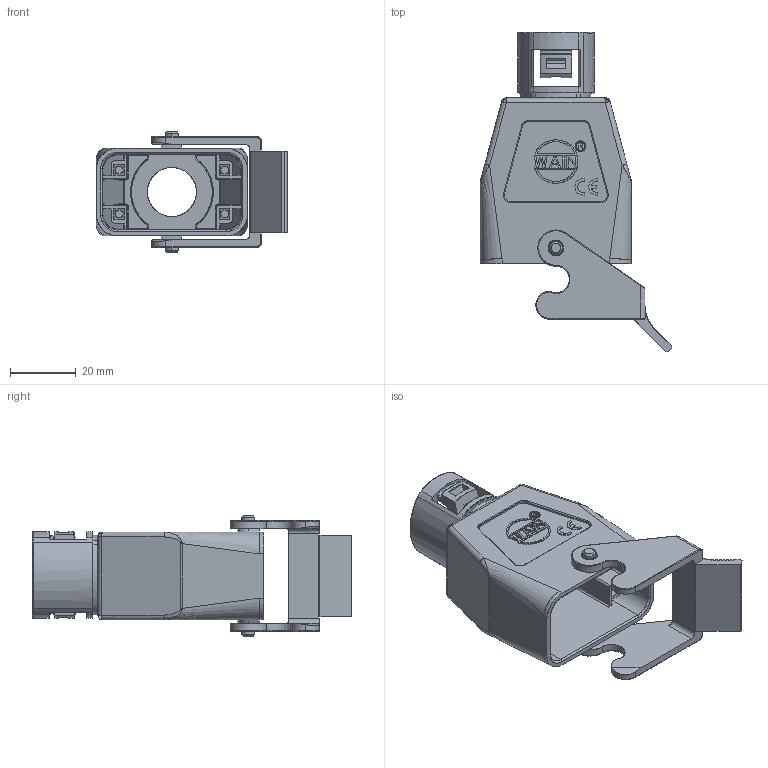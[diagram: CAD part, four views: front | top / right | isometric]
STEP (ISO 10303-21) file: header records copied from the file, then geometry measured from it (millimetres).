
FILE_DESCRIPTION(/* description */ (''),/* implementation_level */ '2;1');
FILE_NAME(/* name */ '3D_1300087271001_HC.P-CCT-1L-PAFS18_V1.0_stp.stp',/* time_stamp */ '2023-12-07T16:05:18+08:00',/* author */ (''),/* organization */ (''),/* preprocessor_version */ 'ST-DEVELOPER v18.1',/* originating_system */ 'SIEMENS PLM Software NX 1980',/* authorisation */ '');
FILE_SCHEMA (('AUTOMOTIVE_DESIGN { 1 0 10303 214 3 1 1 1 }'));
Products named in the file (1): 13912D58BF1Ba1zn
Bounding box: 58.44 x 97.45 x 37 mm (x, y, z)
Surface area: 26223.4 mm2 (no closed solid volume)
Topology: 0 solids, 723 shells, 723 faces, 3708 edges, 3700 vertices
Faces by surface type: plane 418, bspline 244, torus 48, sphere 8, cylinder 5
Entity records: 55426 total; most frequent: CARTESIAN_POINT 26486, ORIENTED_EDGE 3684, VERTEX_POINT 3684, EDGE_CURVE 3684, DIRECTION 2633, B_SPLINE_CURVE_WITH_KNOTS 1965, LINE 1643, VECTOR 1643
